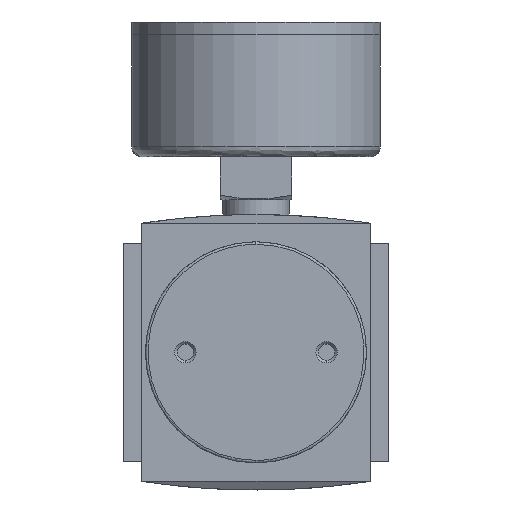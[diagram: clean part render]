
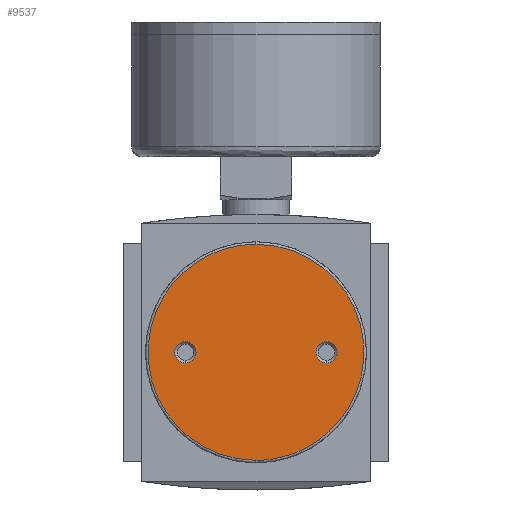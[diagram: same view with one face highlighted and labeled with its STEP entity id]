
A CAD part, front view. The second image highlights one B-rep face of the part: STEP entity #9537.
In plain terms, the highlighted planar face has unit normal (0, -1, 0).
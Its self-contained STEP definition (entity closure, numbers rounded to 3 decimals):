
#102 = DIRECTION ( 'NONE',  ( 0., 0., 1. ) ) ;
#869 = FACE_BOUND ( 'NONE', #15279, .T. ) ;
#1263 = VERTEX_POINT ( 'NONE', #2016 ) ;
#1967 = EDGE_LOOP ( 'NONE', ( #6474, #7469 ) ) ;
#2016 = CARTESIAN_POINT ( 'NONE',  ( 0., -33., 21.25 ) ) ;
#2137 = CARTESIAN_POINT ( 'NONE',  ( 13.9, -33., -2.1 ) ) ;
#2713 = AXIS2_PLACEMENT_3D ( 'NONE', #6290, #23445, #14057 ) ;
#2811 = AXIS2_PLACEMENT_3D ( 'NONE', #22501, #7538, #18909 ) ;
#3535 = DIRECTION ( 'NONE',  ( 0., -1., 0. ) ) ;
#4101 = PLANE ( 'NONE',  #20317 ) ;
#4595 = CARTESIAN_POINT ( 'NONE',  ( 0., -33., -21.25 ) ) ;
#4805 = EDGE_LOOP ( 'NONE', ( #7546, #8111 ) ) ;
#5402 = EDGE_CURVE ( 'NONE', #5508, #21690, #9489, .T. ) ;
#5508 = VERTEX_POINT ( 'NONE', #2137 ) ;
#6290 = CARTESIAN_POINT ( 'NONE',  ( -13.9, -33., 0. ) ) ;
#6474 = ORIENTED_EDGE ( 'NONE', *, *, #19537, .F. ) ;
#6950 = ORIENTED_EDGE ( 'NONE', *, *, #8220, .F. ) ;
#7285 = DIRECTION ( 'NONE',  ( 0., 0., -1. ) ) ;
#7469 = ORIENTED_EDGE ( 'NONE', *, *, #16427, .F. ) ;
#7538 = DIRECTION ( 'NONE',  ( 0., -1., 0. ) ) ;
#7546 = ORIENTED_EDGE ( 'NONE', *, *, #5402, .F. ) ;
#8111 = ORIENTED_EDGE ( 'NONE', *, *, #16123, .F. ) ;
#8220 = EDGE_CURVE ( 'NONE', #9687, #24281, #23048, .T. ) ;
#8761 = DIRECTION ( 'NONE',  ( 0., 0., -1. ) ) ;
#9048 = AXIS2_PLACEMENT_3D ( 'NONE', #12855, #3535, #7285 ) ;
#9489 = CIRCLE ( 'NONE', #2811, 2.1 ) ;
#9505 =( BOUNDED_CURVE ( )  B_SPLINE_CURVE ( 3, ( #9737, #15825, #19689, #21007 ),
 .UNSPECIFIED., .F., .F. ) 
 B_SPLINE_CURVE_WITH_KNOTS ( ( 4, 4 ),
 ( 0.5, 1. ),
 .UNSPECIFIED. ) 
 CURVE ( )  GEOMETRIC_REPRESENTATION_ITEM ( )  RATIONAL_B_SPLINE_CURVE ( ( 1., 0.333, 0.333, 1. ) ) 
 REPRESENTATION_ITEM ( '' )  );
#9537 = ADVANCED_FACE ( 'NONE', ( #869, #10218, #10773 ), #4101, .F. ) ;
#9687 = VERTEX_POINT ( 'NONE', #11753 ) ;
#9737 = CARTESIAN_POINT ( 'NONE',  ( 0., -33., 21.25 ) ) ;
#10127 = CARTESIAN_POINT ( 'NONE',  ( -42.5, -33., -21.25 ) ) ;
#10218 = FACE_OUTER_BOUND ( 'NONE', #1967, .T. ) ;
#10773 = FACE_BOUND ( 'NONE', #4805, .T. ) ;
#11437 = AXIS2_PLACEMENT_3D ( 'NONE', #23589, #16167, #8761 ) ;
#11753 = CARTESIAN_POINT ( 'NONE',  ( -13.9, -33., -2.1 ) ) ;
#12169 = CIRCLE ( 'NONE', #9048, 2.1 ) ;
#12855 = CARTESIAN_POINT ( 'NONE',  ( -13.9, -33., 0. ) ) ;
#12864 =( BOUNDED_CURVE ( )  B_SPLINE_CURVE ( 3, ( #4595, #10127, #21408, #23466 ),
 .UNSPECIFIED., .F., .F. ) 
 B_SPLINE_CURVE_WITH_KNOTS ( ( 4, 4 ),
 ( 0., 0.5 ),
 .UNSPECIFIED. ) 
 CURVE ( )  GEOMETRIC_REPRESENTATION_ITEM ( )  RATIONAL_B_SPLINE_CURVE ( ( 1., 0.333, 0.333, 1. ) ) 
 REPRESENTATION_ITEM ( '' )  );
#14057 = DIRECTION ( 'NONE',  ( 0., 0., -1. ) ) ;
#15279 = EDGE_LOOP ( 'NONE', ( #6950, #23902 ) ) ;
#15825 = CARTESIAN_POINT ( 'NONE',  ( 42.5, -33., 21.25 ) ) ;
#15941 = CARTESIAN_POINT ( 'NONE',  ( 0., -33., -21.25 ) ) ;
#16123 = EDGE_CURVE ( 'NONE', #21690, #5508, #22323, .T. ) ;
#16167 = DIRECTION ( 'NONE',  ( 0., -1., 0. ) ) ;
#16427 = EDGE_CURVE ( 'NONE', #1263, #18530, #9505, .T. ) ;
#18530 = VERTEX_POINT ( 'NONE', #15941 ) ;
#18909 = DIRECTION ( 'NONE',  ( 0., 0., -1. ) ) ;
#19152 = DIRECTION ( 'NONE',  ( 0., 1., 0. ) ) ;
#19537 = EDGE_CURVE ( 'NONE', #18530, #1263, #12864, .T. ) ;
#19689 = CARTESIAN_POINT ( 'NONE',  ( 42.5, -33., -21.25 ) ) ;
#20317 = AXIS2_PLACEMENT_3D ( 'NONE', #20720, #19152, #102 ) ;
#20720 = CARTESIAN_POINT ( 'NONE',  ( 21.25, -33., 0. ) ) ;
#20875 = CARTESIAN_POINT ( 'NONE',  ( 13.9, -33., 2.1 ) ) ;
#21007 = CARTESIAN_POINT ( 'NONE',  ( 0., -33., -21.25 ) ) ;
#21408 = CARTESIAN_POINT ( 'NONE',  ( -42.5, -33., 21.25 ) ) ;
#21690 = VERTEX_POINT ( 'NONE', #20875 ) ;
#22323 = CIRCLE ( 'NONE', #11437, 2.1 ) ;
#22501 = CARTESIAN_POINT ( 'NONE',  ( 13.9, -33., 0. ) ) ;
#23048 = CIRCLE ( 'NONE', #2713, 2.1 ) ;
#23445 = DIRECTION ( 'NONE',  ( 0., -1., 0. ) ) ;
#23466 = CARTESIAN_POINT ( 'NONE',  ( 0., -33., 21.25 ) ) ;
#23551 = CARTESIAN_POINT ( 'NONE',  ( -13.9, -33., 2.1 ) ) ;
#23556 = EDGE_CURVE ( 'NONE', #24281, #9687, #12169, .T. ) ;
#23589 = CARTESIAN_POINT ( 'NONE',  ( 13.9, -33., 0. ) ) ;
#23902 = ORIENTED_EDGE ( 'NONE', *, *, #23556, .F. ) ;
#24281 = VERTEX_POINT ( 'NONE', #23551 ) ;
